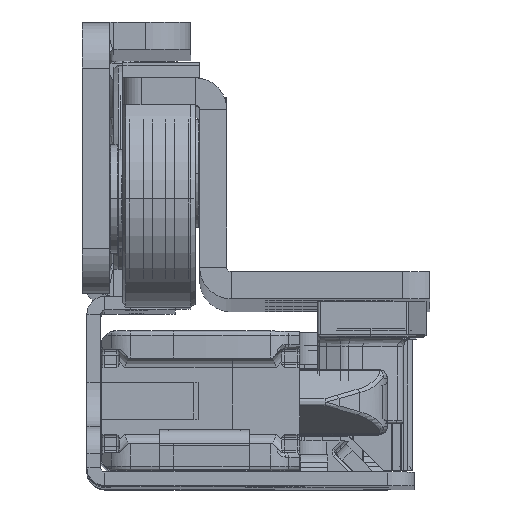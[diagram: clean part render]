
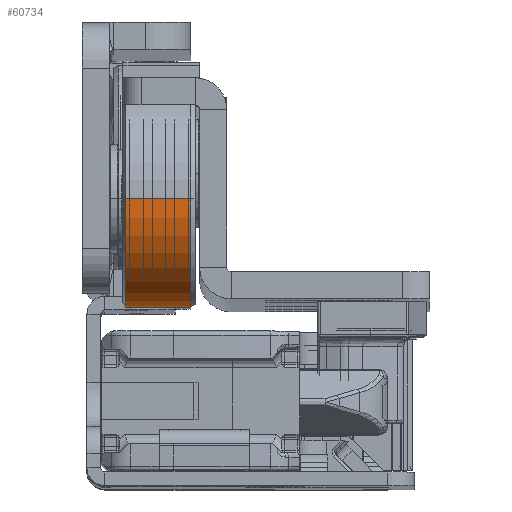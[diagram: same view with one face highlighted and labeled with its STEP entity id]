
A CAD part, top view. The second image highlights one B-rep face of the part: STEP entity #60734.
In plain terms, the highlighted cylindrical face has radius 12 mm (diameter 24 mm), a partial arc.
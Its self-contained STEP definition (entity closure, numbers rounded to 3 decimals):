
#815 = VECTOR ( 'NONE', #13292, 1000. ) ;
#4378 = LINE ( 'NONE', #12607, #815 ) ;
#11005 = CIRCLE ( 'NONE', #106558, 12. ) ;
#12607 = CARTESIAN_POINT ( 'NONE',  ( 0., 0., -12. ) ) ;
#13292 = DIRECTION ( 'NONE',  ( -1., 0., 0. ) ) ;
#16113 = LINE ( 'NONE', #108642, #75538 ) ;
#21497 = DIRECTION ( 'NONE',  ( -1., 0., 0. ) ) ;
#24292 = VERTEX_POINT ( 'NONE', #109097 ) ;
#27640 = DIRECTION ( 'NONE',  ( -1., 0., 0. ) ) ;
#44075 = ORIENTED_EDGE ( 'NONE', *, *, #113441, .T. ) ;
#50521 = CARTESIAN_POINT ( 'NONE',  ( 0.5, 0., 0. ) ) ;
#54895 = AXIS2_PLACEMENT_3D ( 'NONE', #114681, #21497, #72636 ) ;
#60734 = ADVANCED_FACE ( 'NONE', ( #82154 ), #73311, .T. ) ;
#69244 = CARTESIAN_POINT ( 'NONE',  ( 0.5, 0., -12. ) ) ;
#70775 = VERTEX_POINT ( 'NONE', #134478 ) ;
#72131 = ORIENTED_EDGE ( 'NONE', *, *, #92023, .F. ) ;
#72636 = DIRECTION ( 'NONE',  ( 0., 0., 1. ) ) ;
#73311 = CYLINDRICAL_SURFACE ( 'NONE', #54895, 12. ) ;
#75538 = VECTOR ( 'NONE', #27640, 1000. ) ;
#80419 = DIRECTION ( 'NONE',  ( 0., 0., 1. ) ) ;
#82154 = FACE_OUTER_BOUND ( 'NONE', #99343, .T. ) ;
#90477 = ORIENTED_EDGE ( 'NONE', *, *, #111262, .T. ) ;
#90578 = DIRECTION ( 'NONE',  ( -1., 0., 0. ) ) ;
#92023 = EDGE_CURVE ( 'NONE', #70775, #24292, #16113, .T. ) ;
#92069 = DIRECTION ( 'NONE',  ( 1., 0., 0. ) ) ;
#96733 = CIRCLE ( 'NONE', #131698, 12. ) ;
#99343 = EDGE_LOOP ( 'NONE', ( #44075, #90477, #130985, #72131 ) ) ;
#102181 = VERTEX_POINT ( 'NONE', #69244 ) ;
#106386 = EDGE_CURVE ( 'NONE', #102181, #24292, #11005, .T. ) ;
#106558 = AXIS2_PLACEMENT_3D ( 'NONE', #50521, #92069, #133699 ) ;
#108642 = CARTESIAN_POINT ( 'NONE',  ( 0., 0., 12. ) ) ;
#109097 = CARTESIAN_POINT ( 'NONE',  ( 0.5, 0., 12. ) ) ;
#111262 = EDGE_CURVE ( 'NONE', #134631, #102181, #4378, .T. ) ;
#112282 = CARTESIAN_POINT ( 'NONE',  ( 7.711, 0., 0. ) ) ;
#113441 = EDGE_CURVE ( 'NONE', #70775, #134631, #96733, .T. ) ;
#114681 = CARTESIAN_POINT ( 'NONE',  ( 0., 0., 0. ) ) ;
#124195 = CARTESIAN_POINT ( 'NONE',  ( 7.711, 0., -12. ) ) ;
#130985 = ORIENTED_EDGE ( 'NONE', *, *, #106386, .T. ) ;
#131698 = AXIS2_PLACEMENT_3D ( 'NONE', #112282, #90578, #80419 ) ;
#133699 = DIRECTION ( 'NONE',  ( 0., 0., -1. ) ) ;
#134478 = CARTESIAN_POINT ( 'NONE',  ( 7.711, 0., 12. ) ) ;
#134631 = VERTEX_POINT ( 'NONE', #124195 ) ;
